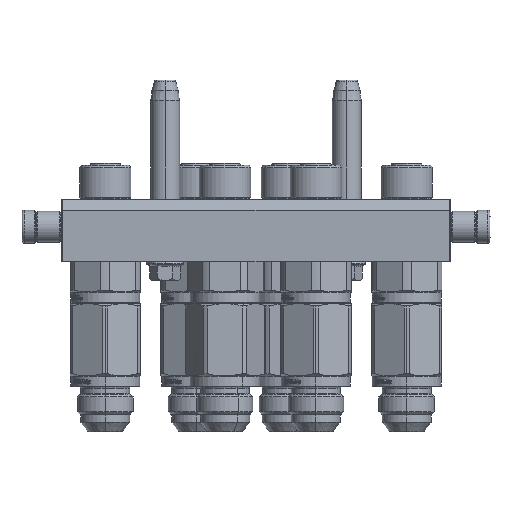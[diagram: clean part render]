
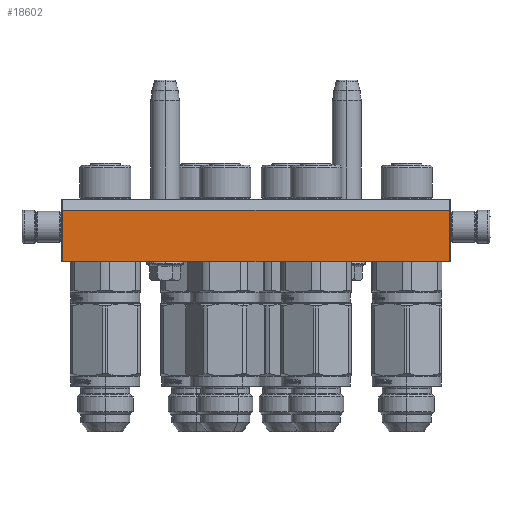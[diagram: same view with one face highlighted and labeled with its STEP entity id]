
A CAD part, left-side view. The second image highlights one B-rep face of the part: STEP entity #18602.
In plain terms, the highlighted face is planar.
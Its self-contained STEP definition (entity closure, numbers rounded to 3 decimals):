
#1424 = LINE ( 'NONE', #50562, #41602 ) ;
#2565 = ORIENTED_EDGE ( 'NONE', *, *, #3058, .T. ) ;
#3058 = EDGE_CURVE ( 'NONE', #21323, #19178, #50638, .T. ) ;
#4440 = LINE ( 'NONE', #55297, #15750 ) ;
#5526 = FACE_OUTER_BOUND ( 'NONE', #46228, .T. ) ;
#7606 = EDGE_CURVE ( 'NONE', #49030, #39451, #55630, .T. ) ;
#10249 = DIRECTION ( 'NONE',  ( 0., 1., 0. ) ) ;
#10347 = DIRECTION ( 'NONE',  ( 1., 0., 0. ) ) ;
#10483 = CARTESIAN_POINT ( 'NONE',  ( 93.5, -10., -45. ) ) ;
#12677 = CARTESIAN_POINT ( 'NONE',  ( 94., -15., -45. ) ) ;
#13131 = AXIS2_PLACEMENT_3D ( 'NONE', #12677, #44215, #40253 ) ;
#14901 = DIRECTION ( 'NONE',  ( -1., 0., 0. ) ) ;
#15185 = CARTESIAN_POINT ( 'NONE',  ( 93.5, -10., -45. ) ) ;
#15649 = EDGE_CURVE ( 'NONE', #39451, #19178, #1424, .T. ) ;
#15750 = VECTOR ( 'NONE', #10347, 1000. ) ;
#17914 = CARTESIAN_POINT ( 'NONE',  ( -93.5, -10., -45. ) ) ;
#18602 = ADVANCED_FACE ( 'NONE', ( #5526 ), #26864, .T. ) ;
#19178 = VERTEX_POINT ( 'NONE', #32500 ) ;
#20132 = ORIENTED_EDGE ( 'NONE', *, *, #36495, .F. ) ;
#21323 = VERTEX_POINT ( 'NONE', #17914 ) ;
#26864 = PLANE ( 'NONE',  #13131 ) ;
#29064 = CARTESIAN_POINT ( 'NONE',  ( 93.5, 15., -45. ) ) ;
#32500 = CARTESIAN_POINT ( 'NONE',  ( -93.5, 15., -45. ) ) ;
#32970 = VECTOR ( 'NONE', #33631, 1000. ) ;
#33631 = DIRECTION ( 'NONE',  ( 0., 1., 0. ) ) ;
#36495 = EDGE_CURVE ( 'NONE', #21323, #49030, #4440, .T. ) ;
#39451 = VERTEX_POINT ( 'NONE', #29064 ) ;
#40253 = DIRECTION ( 'NONE',  ( -1., 0., 0. ) ) ;
#41602 = VECTOR ( 'NONE', #14901, 1000. ) ;
#44215 = DIRECTION ( 'NONE',  ( 0., 0., -1. ) ) ;
#46228 = EDGE_LOOP ( 'NONE', ( #47816, #48844, #20132, #2565 ) ) ;
#47816 = ORIENTED_EDGE ( 'NONE', *, *, #15649, .F. ) ;
#48844 = ORIENTED_EDGE ( 'NONE', *, *, #7606, .F. ) ;
#49030 = VERTEX_POINT ( 'NONE', #10483 ) ;
#50562 = CARTESIAN_POINT ( 'NONE',  ( 93.5, 15., -45. ) ) ;
#50638 = LINE ( 'NONE', #51573, #32970 ) ;
#51573 = CARTESIAN_POINT ( 'NONE',  ( -93.5, -10., -45. ) ) ;
#54903 = VECTOR ( 'NONE', #10249, 1000. ) ;
#55297 = CARTESIAN_POINT ( 'NONE',  ( -93.5, -10., -45. ) ) ;
#55630 = LINE ( 'NONE', #15185, #54903 ) ;
